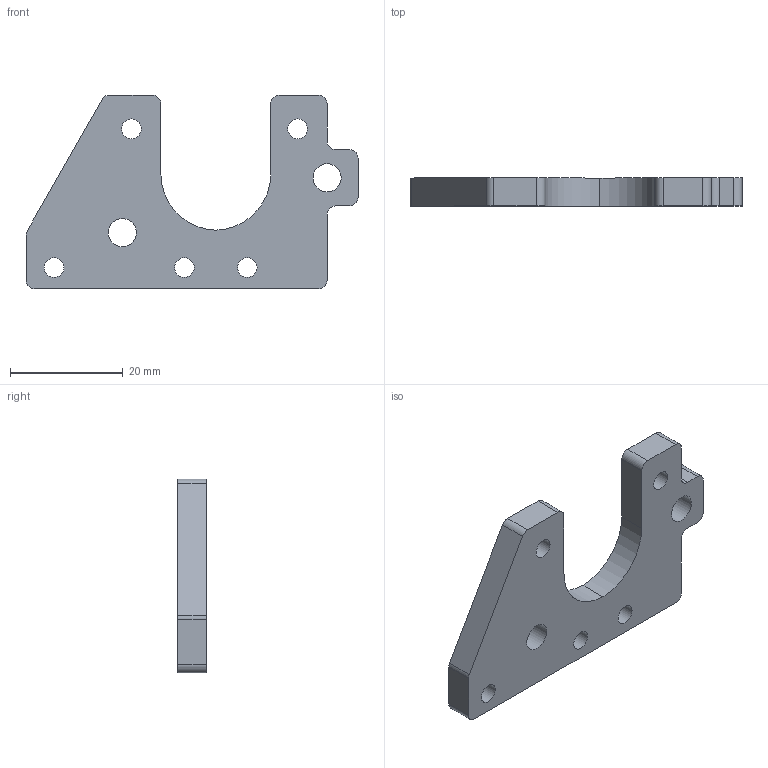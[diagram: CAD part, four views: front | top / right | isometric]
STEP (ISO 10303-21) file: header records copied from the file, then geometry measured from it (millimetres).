
FILE_DESCRIPTION(/* description */ (''),/* implementation_level */ '2;1');
FILE_NAME(/* name */ 'HydraHead-FoldedSherpa.step',/* time_stamp */ '2020-08-26T15:47:27+02:00',/* author */ (''),/* organization */ (''),/* preprocessor_version */ 'ST-DEVELOPER v18.1',/* originating_system */ 'Autodesk Translation Framework v9.3.0.1241',/* authorisation */ '');
FILE_SCHEMA (('AUTOMOTIVE_DESIGN { 1 0 10303 214 3 1 1 }'));
Length unit declared in the file: millimetre
Products named in the file (1): SherpaHeadFixed
Bounding box: 59.02 x 5 x 34.46 mm (x, y, z)
Volume: 5991.5 mm3; surface area: 3934.6 mm2
Topology: 1 solids, 1 shells, 38 faces, 102 edges, 68 vertices
Faces by surface type: cylinder 22, plane 16
Full cylindrical faces by diameter (mm): 3.5 x5, 5 x2, 6 x2
Entity records: 1260 total; most frequent: DIRECTION 224, CARTESIAN_POINT 209, ORIENTED_EDGE 204, EDGE_CURVE 102, AXIS2_PLACEMENT_3D 83, VERTEX_POINT 68, LINE 58, VECTOR 58
